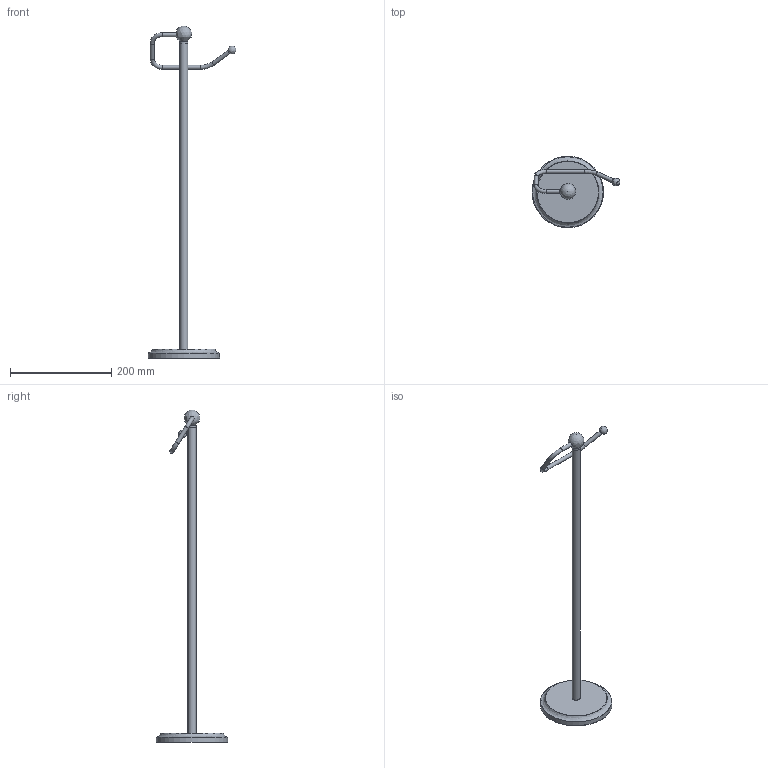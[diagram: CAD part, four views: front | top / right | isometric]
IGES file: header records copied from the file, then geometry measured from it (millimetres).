
Global section: file name: No Iges File Name specified; native system: Autodesk Inventor 2012; preprocessor: AutoDesk Inventor Iges Exporter R2012; author: sbajwa; date: 20130725.073506; units: millimetre
Bounding box: 173.78 x 141.33 x 657.08 mm (x, y, z)
Volume: 100959.1 mm3; surface area: 129488.5 mm2
Topology: 7 solids, 7 shells, 48 faces, 90 edges, 59 vertices
Faces by surface type: plane 21, revolution 13, cylinder 8, torus 4, bspline 1, sphere 1
Full cylindrical faces by diameter (mm): 7.938 x1, 7.94 x4, 14.6 x1, 15.875 x1, 141.33 x1
